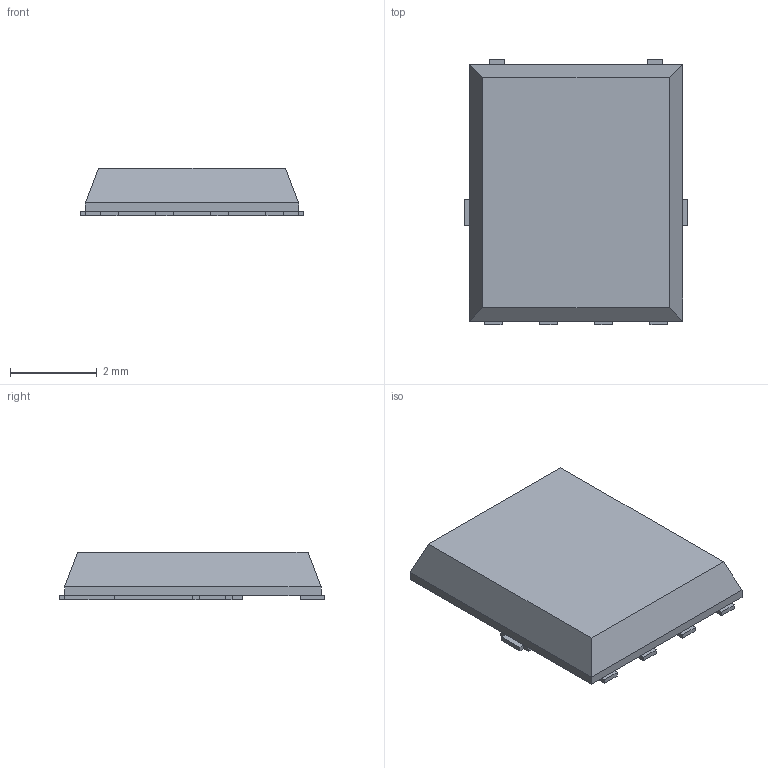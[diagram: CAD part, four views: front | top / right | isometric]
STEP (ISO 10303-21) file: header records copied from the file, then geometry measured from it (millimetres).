
FILE_DESCRIPTION(('FreeCAD Model'),'2;1');
FILE_NAME('Open CASCADE Shape Model','2025-10-29T18:46:58',('Author'),( ''),'Open CASCADE STEP processor 7.8','FreeCAD','Unknown');
FILE_SCHEMA(('AUTOMOTIVE_DESIGN { 1 0 10303 214 1 1 1 1 }'));
Length unit declared in the file: millimetre
Products named in the file (7): NTMFS5C468NLT1G; pad1; pad2; pad3; pad4; pad5; body
Assembly tree (6 placements, depth 2):
  NTMFS5C468NLT1G
    pad1
    pad2
    pad3
    pad4
    pad5
    body
Bounding box: 5.15 x 6.11 x 1.1 mm (x, y, z)
Volume: 1.7 mm3; surface area: 110.8 mm2
Topology: 5 solids, 6 shells, 72 faces, 176 edges, 116 vertices
Faces by surface type: plane 68, bspline 4
Entity records: 2236 total; most frequent: CARTESIAN_POINT 387, ORIENTED_EDGE 352, DIRECTION 322, EDGE_CURVE 176, LINE 172, VECTOR 172, VERTEX_POINT 116, AXIS2_PLACEMENT_3D 75
